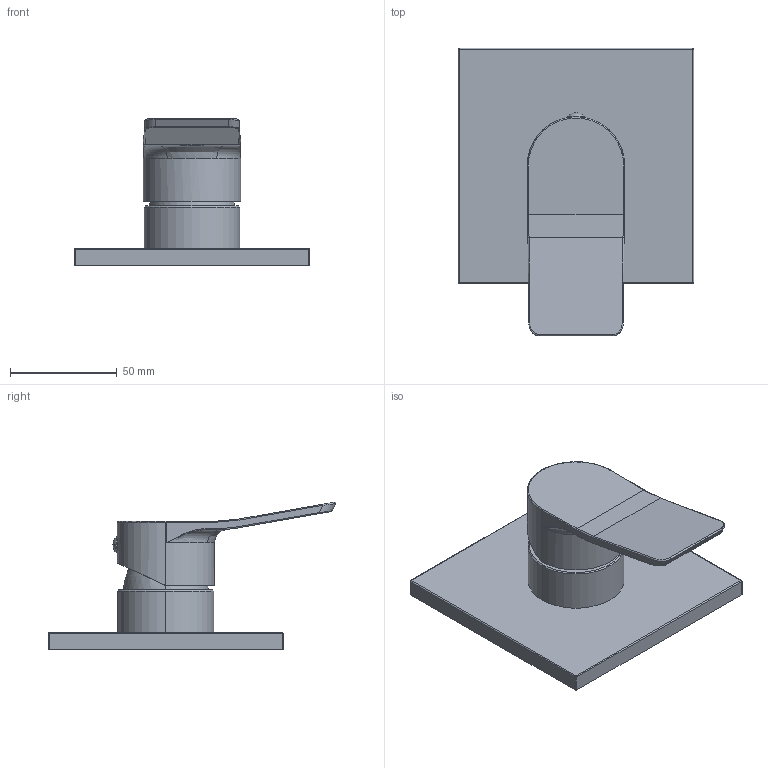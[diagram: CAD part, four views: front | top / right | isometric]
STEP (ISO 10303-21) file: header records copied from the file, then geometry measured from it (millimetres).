
FILE_DESCRIPTION((''),'2;1');
FILE_NAME('TI010CR','2021-11-08T17:20:16',('ut3'),('PAFFONI SpA'),'CREO PARAMETRIC BY PTC INC, 2020044','CREO PARAMETRIC BY PTC INC, 2020044','');
FILE_SCHEMA(('CONFIG_CONTROL_DESIGN','SHAPE_APPEARANCE_LAYERS_GROUPS'));
Length unit declared in the file: millimetre
Products named in the file (1): TI010CR
Bounding box: 110 x 134.58 x 69.05 mm (x, y, z)
Volume: 135188.9 mm3; surface area: 52810 mm2
Topology: 2 solids, 2 shells, 152 faces, 361 edges, 215 vertices
Faces by surface type: cylinder 56, plane 49, cone 19, bspline 13, torus 9, sphere 6
Entity records: 6624 total; most frequent: CARTESIAN_POINT 2045, DIRECTION 728, ORIENTED_EDGE 718, EDGE_CURVE 359, AXIS2_PLACEMENT_3D 282, VERTEX_POINT 215, EDGE_LOOP 166, VECTOR 164
